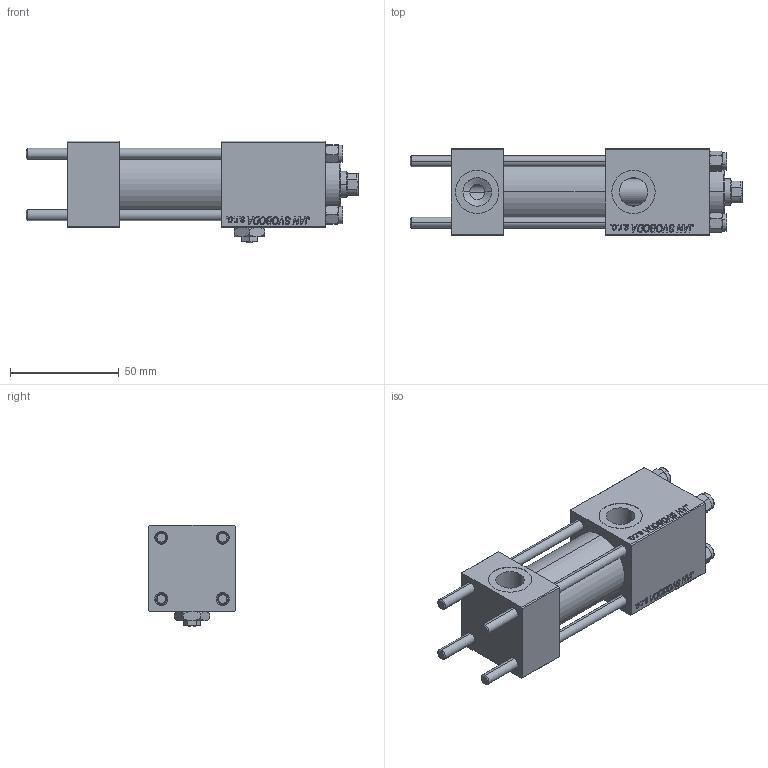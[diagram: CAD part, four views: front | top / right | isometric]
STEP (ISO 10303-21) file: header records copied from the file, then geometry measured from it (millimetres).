
FILE_DESCRIPTION (( 'STEP AP203' ), '1' );
FILE_NAME ('02e6.STEP', '2022-04-16T14:35:21', ( '' ), ( '' ), 'SwSTEP 2.0', 'SolidWorks 2019', '' );
FILE_SCHEMA (( 'CONFIG_CONTROL_DESIGN' ));
Length unit declared in the file: millimetre
Products named in the file (7): NUT_M5 af265dfb607e18510a87636a8ac41d11; Zatka_pro_OIL_PORT af265dfb607e18510a87636a8ac41d11; V215CR_BODY_A af265dfb607e18510a87636a8ac41d11; V215CR_VCP af265dfb607e18510a87636a8ac41d11; 02e6; CR025_012_A_0_G_A_G_M_020_+#_##_TYCINKA af265dfb607e18510a87636a8ac41d11; V215_VC_A af265dfb607e18510a87636a8ac41d11
Assembly tree (12 placements, depth 2):
  02e6
    V215CR_BODY_A af265dfb607e18510a87636a8ac41d11
    CR025_012_A_0_G_A_G_M_020_+#_##_TYCINKA af265dfb607e18510a87636a8ac41d11  x4
    NUT_M5 af265dfb607e18510a87636a8ac41d11  x4
    V215CR_VCP af265dfb607e18510a87636a8ac41d11
    V215_VC_A af265dfb607e18510a87636a8ac41d11
    Zatka_pro_OIL_PORT af265dfb607e18510a87636a8ac41d11
Bounding box: 153 x 40 x 47 mm (x, y, z)
Volume: 144124.2 mm3; surface area: 59693.4 mm2
Topology: 12 solids, 12 shells, 1185 faces, 2971 edges, 1919 vertices
Faces by surface type: plane 543, bspline 392, cone 156, cylinder 86, torus 8
Entity records: 51646 total; most frequent: CARTESIAN_POINT 27611, ORIENTED_EDGE 5434, DIRECTION 3445, EDGE_CURVE 2717, VERTEX_POINT 1775, LINE 1623, VECTOR 1623, EDGE_LOOP 1196
